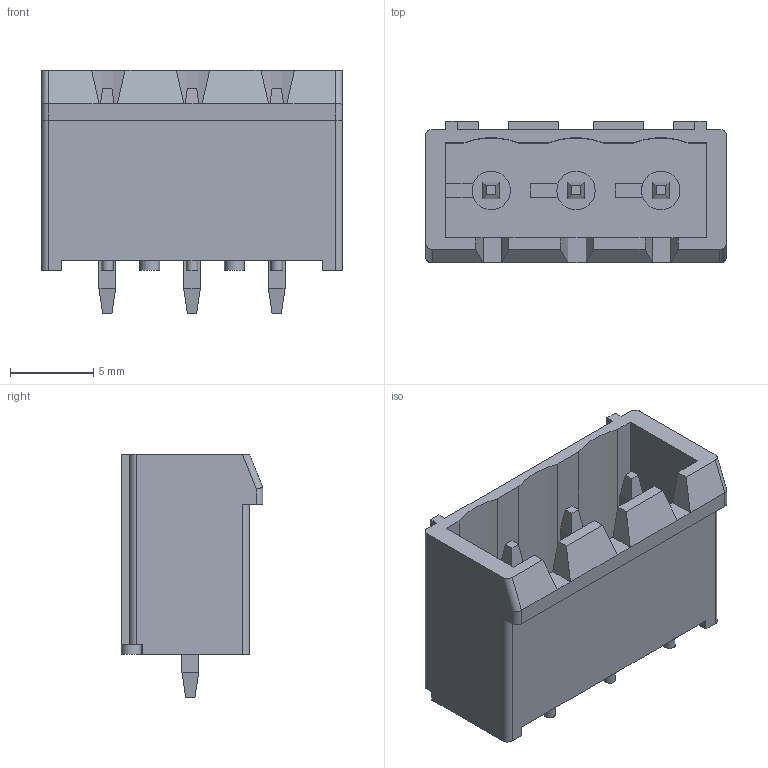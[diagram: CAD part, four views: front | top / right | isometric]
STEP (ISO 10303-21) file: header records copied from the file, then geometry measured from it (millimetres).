
FILE_DESCRIPTION( ( 'Unknown' ), '1' );
FILE_NAME( '691701510003B.stp', 'Unknown', ( 'Quentin LAIDEBEUR' ), ( 'WE' ), 'PSStep 15.0.49', 'Sample-box', ' ' );
FILE_SCHEMA( ( 'AUTOMOTIVE_DESIGN { 1 0 10303 214 1 1 1 1 }' ) );
Length unit declared in the file: millimetre
Products named in the file (3): Assem1; 03; 6917015100xxB_PIN
Assembly tree (4 placements, depth 2):
  Assem1
    03
    6917015100xxB_PIN  x3
Bounding box: 18.04 x 8.5 x 14.6 mm (x, y, z)
Volume: 648 mm3; surface area: 1733.4 mm2
Topology: 4 solids, 4 shells, 190 faces, 496 edges, 316 vertices
Faces by surface type: plane 171, cylinder 19
Full cylindrical faces by diameter (mm): 0.7 x3, 1.2 x2, 2.3 x3
Entity records: 6274 total; most frequent: CARTESIAN_POINT 867, ORIENTED_EDGE 848, DIRECTION 806, EDGE_CURVE 424, LINE 376, VECTOR 376, VERTEX_POINT 276, AXIS2_PLACEMENT_3D 215
